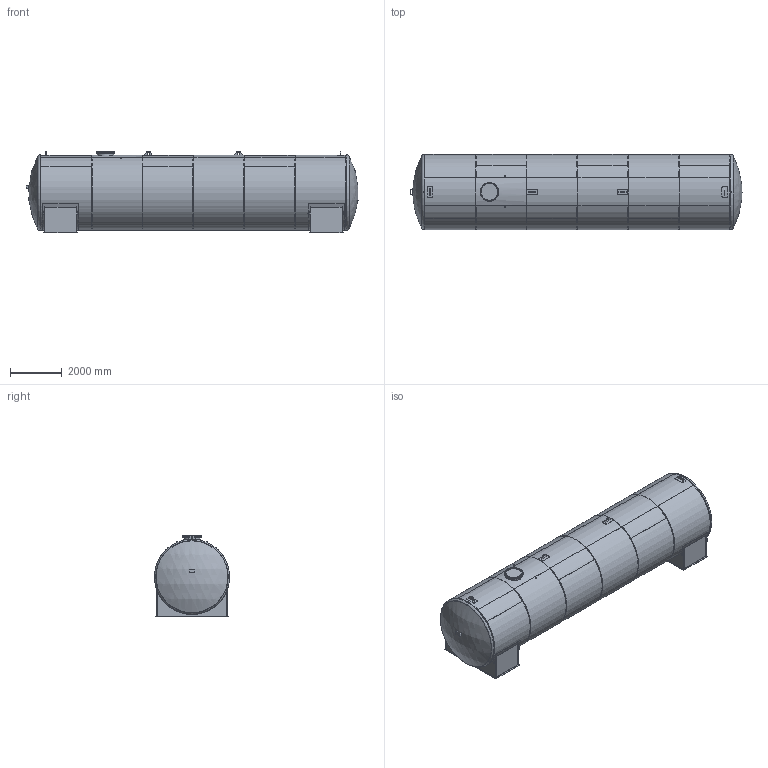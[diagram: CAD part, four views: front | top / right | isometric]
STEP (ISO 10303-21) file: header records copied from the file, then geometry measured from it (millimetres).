
FILE_DESCRIPTION(/* description */ (''),/* implementation_level */ '2;1');
FILE_NAME(/* name */ 'dh3c_cad-101290_202208.stp',/* time_stamp */ '2022-09-05T16:16:22+02:00',/* author */ ('mh'),/* organization */ (''),/* preprocessor_version */ 'ST-DEVELOPER v18.1',/* originating_system */ 'Autodesk Inventor 2022',/* authorisation */ '');
FILE_SCHEMA (('AUTOMOTIVE_DESIGN { 1 0 10303 214 3 1 1 }'));
Length unit declared in the file: millimetre
Products named in the file (1): Bauteil12
Bounding box: 12861.75 x 2910 x 3165.17 mm (x, y, z)
Surface area: 526825166 mm2 (no closed solid volume)
Topology: 0 solids, 149 shells, 1630 faces, 3491 edges, 2228 vertices
Faces by surface type: plane 916, cone 352, cylinder 330, bspline 16, sphere 8, torus 8
Full cylindrical faces by diameter (mm): 13.835 x32, 16 x32, 17 x32, 18 x64, 18.631 x2, 22.49 x32, 26.4 x2, 30 x32, 30.291 x2, 39.5 x2, 580 x1, 600 x2, 630 x1, 660 x1, 720 x2, 2882 x8, 2900 x10, 2910 x2
Entity records: 46464 total; most frequent: CARTESIAN_POINT 10582, ORIENTED_EDGE 6982, DIRECTION 6961, EDGE_CURVE 3491, AXIS2_PLACEMENT_3D 2685, VERTEX_POINT 2228, EDGE_LOOP 1973, FACE_OUTER_BOUND 1630
